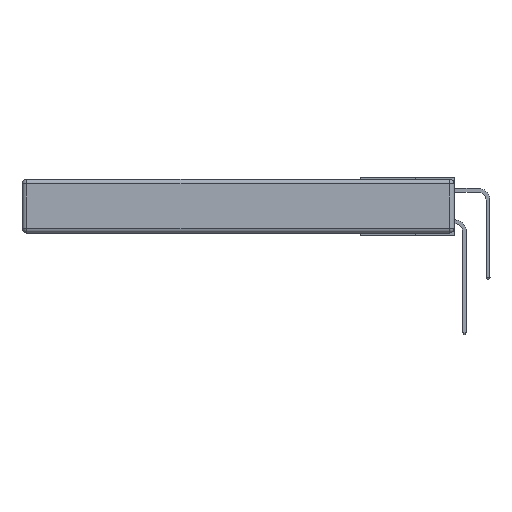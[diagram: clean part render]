
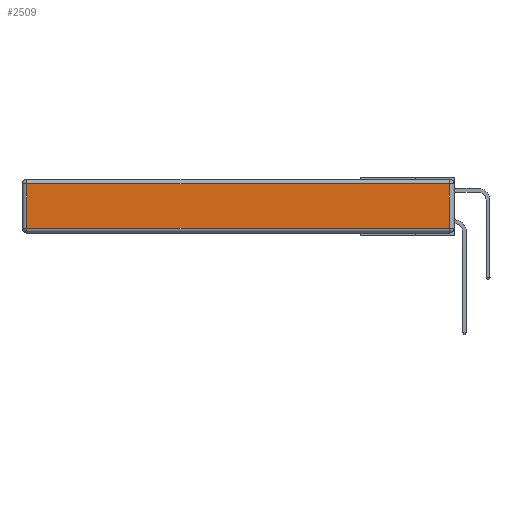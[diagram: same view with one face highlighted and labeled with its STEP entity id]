
A CAD part, left-side view. The second image highlights one B-rep face of the part: STEP entity #2509.
In plain terms, the highlighted planar face has unit normal (-1, 0, 0).
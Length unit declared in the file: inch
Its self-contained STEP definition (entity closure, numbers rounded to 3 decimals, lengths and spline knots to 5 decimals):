
#1298 = DIRECTION ( 'NONE',  ( 0., -1., 0. ) ) ;
#1966 = LINE ( 'NONE', #15566, #24140 ) ;
#2509 = ADVANCED_FACE ( 'NONE', ( #3950 ), #27400, .T. ) ;
#2871 = VERTEX_POINT ( 'NONE', #15817 ) ;
#2989 = ORIENTED_EDGE ( 'NONE', *, *, #34253, .T. ) ;
#3394 = AXIS2_PLACEMENT_3D ( 'NONE', #8947, #13984, #19844 ) ;
#3950 = FACE_OUTER_BOUND ( 'NONE', #32650, .T. ) ;
#4054 = VERTEX_POINT ( 'NONE', #27066 ) ;
#6851 = CARTESIAN_POINT ( 'NONE',  ( 0., 2.72, -0.313 ) ) ;
#7723 = ORIENTED_EDGE ( 'NONE', *, *, #22700, .T. ) ;
#8947 = CARTESIAN_POINT ( 'NONE',  ( 0., 0., -0.343 ) ) ;
#9156 = EDGE_CURVE ( 'NONE', #25630, #2871, #1966, .T. ) ;
#11980 = VERTEX_POINT ( 'NONE', #6851 ) ;
#12603 = ORIENTED_EDGE ( 'NONE', *, *, #9156, .T. ) ;
#12854 = LINE ( 'NONE', #20455, #25372 ) ;
#13011 = DIRECTION ( 'NONE',  ( 0., 0., -1. ) ) ;
#13184 = ORIENTED_EDGE ( 'NONE', *, *, #27369, .T. ) ;
#13984 = DIRECTION ( 'NONE',  ( -1., 0., 0. ) ) ;
#15566 = CARTESIAN_POINT ( 'NONE',  ( 0., 0.03, -0.343 ) ) ;
#15817 = CARTESIAN_POINT ( 'NONE',  ( 0., 0.03, -0.03 ) ) ;
#16737 = CARTESIAN_POINT ( 'NONE',  ( 0., 0.03, -0.313 ) ) ;
#19844 = DIRECTION ( 'NONE',  ( 0., 0., 1. ) ) ;
#20455 = CARTESIAN_POINT ( 'NONE',  ( 0., 2.75, -0.03 ) ) ;
#21106 = DIRECTION ( 'NONE',  ( 0., 0., 1. ) ) ;
#21576 = LINE ( 'NONE', #31546, #33991 ) ;
#21997 = LINE ( 'NONE', #22811, #31978 ) ;
#22700 = EDGE_CURVE ( 'NONE', #4054, #11980, #21576, .T. ) ;
#22811 = CARTESIAN_POINT ( 'NONE',  ( 0., 0., -0.313 ) ) ;
#24140 = VECTOR ( 'NONE', #21106, 39.37008 ) ;
#25372 = VECTOR ( 'NONE', #25793, 39.37008 ) ;
#25630 = VERTEX_POINT ( 'NONE', #16737 ) ;
#25793 = DIRECTION ( 'NONE',  ( 0., 1., 0. ) ) ;
#27066 = CARTESIAN_POINT ( 'NONE',  ( 0., 2.72, -0.03 ) ) ;
#27369 = EDGE_CURVE ( 'NONE', #2871, #4054, #12854, .T. ) ;
#27400 = PLANE ( 'NONE',  #3394 ) ;
#31546 = CARTESIAN_POINT ( 'NONE',  ( 0., 2.72, -0.343 ) ) ;
#31978 = VECTOR ( 'NONE', #1298, 39.37008 ) ;
#32650 = EDGE_LOOP ( 'NONE', ( #2989, #12603, #13184, #7723 ) ) ;
#33991 = VECTOR ( 'NONE', #13011, 39.37008 ) ;
#34253 = EDGE_CURVE ( 'NONE', #11980, #25630, #21997, .T. ) ;
